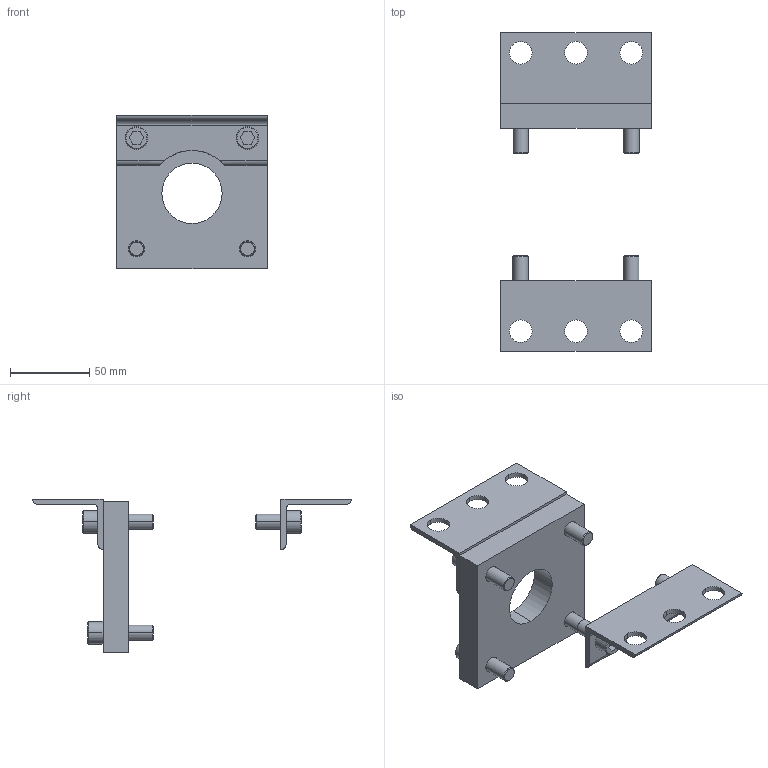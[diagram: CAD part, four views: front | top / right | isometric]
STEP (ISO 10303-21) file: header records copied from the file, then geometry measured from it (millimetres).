
FILE_DESCRIPTION (( 'STEP AP203' ), '1' );
FILE_NAME ('D2AM-4.step', '2020-09-03T19:32:30', ( '' ), ( '' ), 'SwSTEP 2.0', 'SolidWorks 2019', '' );
FILE_SCHEMA (( 'CONFIG_CONTROL_DESIGN' ));
Length unit declared in the file: inch
Products named in the file (3): D2AM-4_1; D2AM-4; D2AM-4_2
Assembly tree (2 placements, depth 2):
  D2AM-4
    D2AM-4_1
    D2AM-4_2
Bounding box: 95.25 x 201.3 x 96.95 mm (x, y, z)
Volume: 178458 mm3; surface area: 62362 mm2
Topology: 9 solids, 9 shells, 166 faces, 384 edges, 248 vertices
Faces by surface type: plane 78, cylinder 64, cone 24
Entity records: 5141 total; most frequent: CARTESIAN_POINT 871, DIRECTION 870, ORIENTED_EDGE 768, EDGE_CURVE 384, AXIS2_PLACEMENT_3D 319, VERTEX_POINT 248, LINE 232, VECTOR 232
